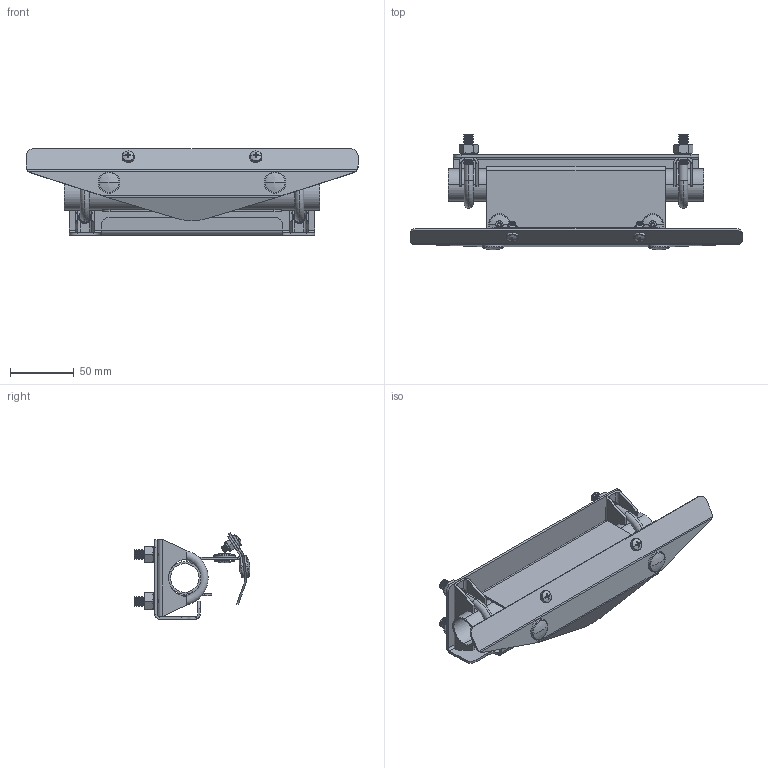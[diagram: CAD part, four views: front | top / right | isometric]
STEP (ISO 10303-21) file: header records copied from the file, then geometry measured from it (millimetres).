
FILE_DESCRIPTION (( 'STEP AP203' ), '1' );
FILE_NAME ('T63770.STEP', '2018-08-16T11:54:16', ( '' ), ( '' ), 'SwSTEP 2.0', 'SolidWorks 2016', '' );
FILE_SCHEMA (( 'CONFIG_CONTROL_DESIGN' ));
Length unit declared in the file: millimetre
Products named in the file (16): S3276; TH2671; T63770-TUBE; T63749-1; TH2670; Pan Head Cross Recess Screw_Doughty Fastners_ISO 7045 - M5 x 12 - Z --- 12S; TH3716; Hex Nut Style 1 GradeAB_Doughty Fastners_Hexagon Nut ISO - 4032 - M8 - D - S; T63770; S3274; TH3715; SW3dPS-nyloc nut, st stl a2 iso_M5 NYLOC; TH2672; T63749-2; T63749_For 3mm plate; S3275
Assembly tree (30 placements, depth 4):
  T63770
    TH3716
      TH2672
      T63749_For 3mm plate  x2
        T63749-1
        T63749-2
        Hex Nut Style 1 GradeAB_Doughty Fastners_Hexagon Nut ISO - 4032 - M8 - D - S
    T63770-TUBE
    TH3715
      TH2670
      TH2671
      Pan Head Cross Recess Screw_Doughty Fastners_ISO 7045 - M5 x 12 - Z --- 12S  x2
      SW3dPS-nyloc nut, st stl a2 iso_M5 NYLOC  x2
      S3276  x6
      S3275  x4
      S3274  x4
Bounding box: 260 x 90.7 x 67.53 mm (x, y, z)
Volume: 133152.8 mm3; surface area: 158784.8 mm2
Topology: 30 solids, 30 shells, 1292 faces, 2914 edges, 1690 vertices
Faces by surface type: cone 624, cylinder 317, plane 281, torus 36, sphere 20, bspline 14
Entity records: 19493 total; most frequent: CARTESIAN_POINT 3642, DIRECTION 3169, ORIENTED_EDGE 2710, EDGE_CURVE 1355, AXIS2_PLACEMENT_3D 1281, VERTEX_POINT 788, CIRCLE 660, EDGE_LOOP 637
